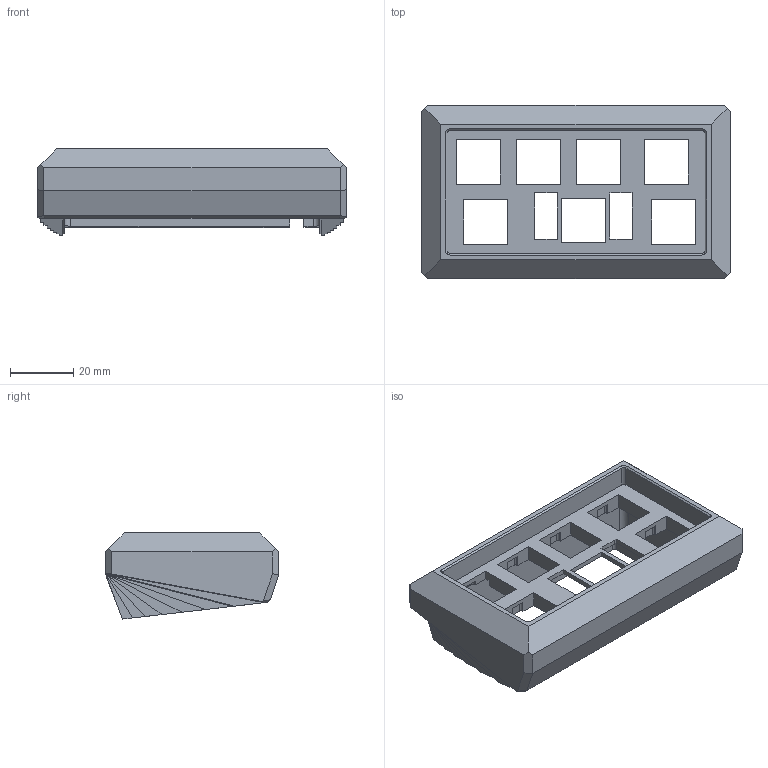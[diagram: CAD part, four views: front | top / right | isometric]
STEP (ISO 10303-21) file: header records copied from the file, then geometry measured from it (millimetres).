
FILE_DESCRIPTION(/* description */ (''),/* implementation_level */ '2;1');
FILE_NAME(/* name */ '7Nano_3D.step',/* time_stamp */ '2023-08-04T09:59:21+09:00',/* author */ (''),/* organization */ (''),/* preprocessor_version */ 'ST-DEVELOPER v20',/* originating_system */ 'Autodesk Translation Framework v12.9.0.99',/* authorisation */ '');
FILE_SCHEMA (('AUTOMOTIVE_DESIGN { 1 0 10303 214 3 1 1 }'));
Length unit declared in the file: millimetre
Products named in the file (1): Meishi_3D
Bounding box: 97.91 x 55.05 x 27.36 mm (x, y, z)
Volume: 48309.3 mm3; surface area: 19754 mm2
Topology: 1 solids, 1 shells, 251 faces, 699 edges, 454 vertices
Faces by surface type: plane 189, cylinder 53, cone 6, bspline 3
Full cylindrical faces by diameter (mm): 1.5 x6
Entity records: 8062 total; most frequent: CARTESIAN_POINT 1486, ORIENTED_EDGE 1398, DIRECTION 1303, EDGE_CURVE 699, LINE 581, VECTOR 581, VERTEX_POINT 454, AXIS2_PLACEMENT_3D 361
